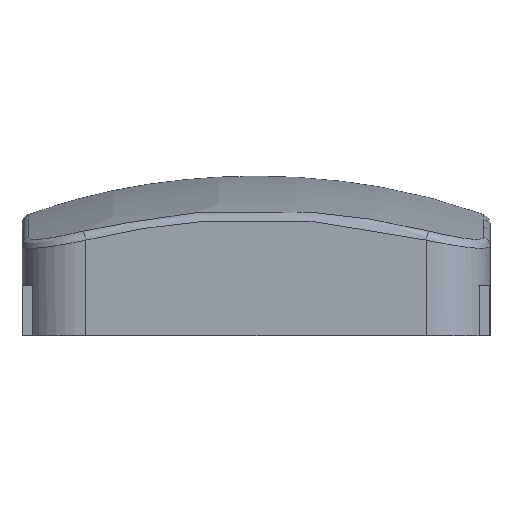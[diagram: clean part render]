
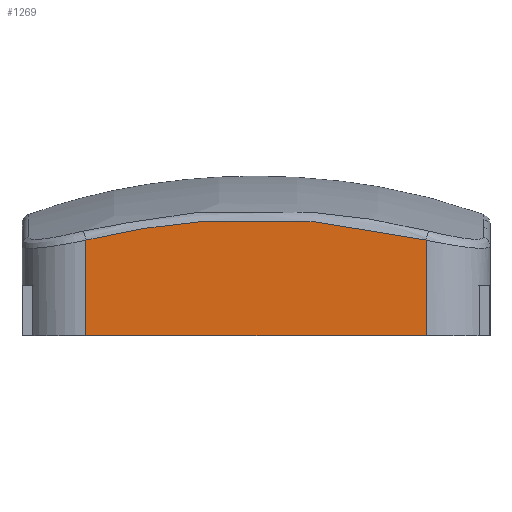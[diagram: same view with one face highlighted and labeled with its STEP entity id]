
A CAD part, front view. The second image highlights one B-rep face of the part: STEP entity #1269.
In plain terms, the highlighted planar face has unit normal (0, -1, 0).
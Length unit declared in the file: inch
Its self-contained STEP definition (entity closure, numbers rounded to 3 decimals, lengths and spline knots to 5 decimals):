
#25=B_SPLINE_CURVE_WITH_KNOTS('',3,(#2154,#2155,#2156,#2157,#2158,#2159,
#2160,#2161,#2162,#2163,#2164,#2165,#2166,#2167),.UNSPECIFIED.,.F.,.F.,
(4,2,2,2,2,2,4),(0.,0.01356,0.02712,0.0339,
0.03729,0.04068,0.05425),.UNSPECIFIED.);
#62=PLANE('',#1381);
#120=FACE_OUTER_BOUND('',#188,.T.);
#188=EDGE_LOOP('',(#1066,#1067,#1068,#1069));
#333=LINE('',#2152,#475);
#334=LINE('',#2169,#476);
#335=LINE('',#2170,#477);
#475=VECTOR('',#1654,39.37008);
#476=VECTOR('',#1655,39.37008);
#477=VECTOR('',#1656,39.37008);
#648=VERTEX_POINT('',#2150);
#649=VERTEX_POINT('',#2151);
#650=VERTEX_POINT('',#2153);
#651=VERTEX_POINT('',#2168);
#806=EDGE_CURVE('',#648,#649,#333,.T.);
#807=EDGE_CURVE('',#649,#650,#25,.T.);
#808=EDGE_CURVE('',#650,#651,#334,.T.);
#809=EDGE_CURVE('',#651,#648,#335,.T.);
#1066=ORIENTED_EDGE('',*,*,#806,.T.);
#1067=ORIENTED_EDGE('',*,*,#807,.T.);
#1068=ORIENTED_EDGE('',*,*,#808,.T.);
#1069=ORIENTED_EDGE('',*,*,#809,.T.);
#1269=ADVANCED_FACE('',(#120),#62,.F.);
#1381=AXIS2_PLACEMENT_3D('',#2149,#1652,#1653);
#1652=DIRECTION('center_axis',(0.,1.,0.));
#1653=DIRECTION('ref_axis',(0.,0.,1.));
#1654=DIRECTION('',(0.,0.,1.));
#1655=DIRECTION('',(0.,0.,-1.));
#1656=DIRECTION('',(1.,0.,0.));
#2149=CARTESIAN_POINT('Origin',(-1.465,-1.135,1.));
#2150=CARTESIAN_POINT('',(1.065,-1.135,0.));
#2151=CARTESIAN_POINT('',(1.065,-1.135,0.59916));
#2152=CARTESIAN_POINT('',(1.065,-1.135,1.));
#2153=CARTESIAN_POINT('',(-1.065,-1.135,0.59916));
#2154=CARTESIAN_POINT('Ctrl Pts',(1.065,-1.135,0.59916));
#2155=CARTESIAN_POINT('Ctrl Pts',(0.88971,-1.135,0.64235));
#2156=CARTESIAN_POINT('Ctrl Pts',(0.71361,-1.135,0.67449));
#2157=CARTESIAN_POINT('Ctrl Pts',(0.35985,-1.135,0.71747));
#2158=CARTESIAN_POINT('Ctrl Pts',(0.1822,-1.135,0.72832));
#2159=CARTESIAN_POINT('Ctrl Pts',(-0.08545,-1.135,0.72854));
#2160=CARTESIAN_POINT('Ctrl Pts',(-0.17487,-1.135,0.72594));
#2161=CARTESIAN_POINT('Ctrl Pts',(-0.30929,-1.135,0.71793));
#2162=CARTESIAN_POINT('Ctrl Pts',(-0.35414,-1.135,0.71458));
#2163=CARTESIAN_POINT('Ctrl Pts',(-0.44396,-1.135,0.7065));
#2164=CARTESIAN_POINT('Ctrl Pts',(-0.48886,-1.135,0.70176));
#2165=CARTESIAN_POINT('Ctrl Pts',(-0.71257,-1.135,0.67474));
#2166=CARTESIAN_POINT('Ctrl Pts',(-0.88971,-1.135,0.64235));
#2167=CARTESIAN_POINT('Ctrl Pts',(-1.065,-1.135,0.59916));
#2168=CARTESIAN_POINT('',(-1.065,-1.135,0.));
#2169=CARTESIAN_POINT('',(-1.065,-1.135,1.));
#2170=CARTESIAN_POINT('',(-1.465,-1.135,0.));
